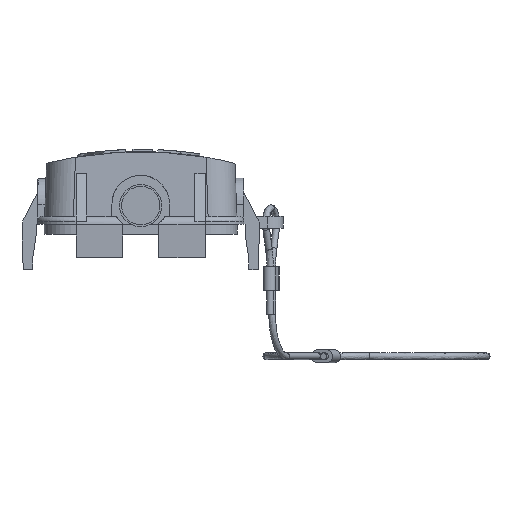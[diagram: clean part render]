
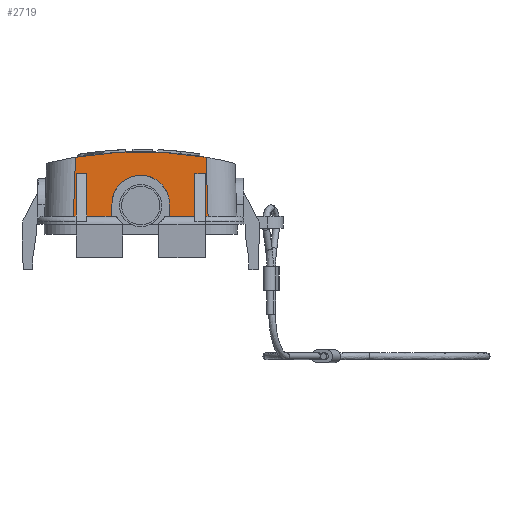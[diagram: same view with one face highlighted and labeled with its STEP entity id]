
A CAD part, left-side view. The second image highlights one B-rep face of the part: STEP entity #2719.
In plain terms, the highlighted planar face has unit normal (-0.999, 0, 0.035).
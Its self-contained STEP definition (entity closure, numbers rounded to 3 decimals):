
#112=ELLIPSE('',#6916,80.049,80.);
#114=ELLIPSE('',#6956,6.004,6.);
#1023=FACE_OUTER_BOUND('',#3331,.T.);
#1268=PLANE('',#6957);
#1539=LINE('',#11913,#2019);
#1568=LINE('',#12006,#2048);
#1571=LINE('',#12017,#2051);
#1572=LINE('',#12024,#2052);
#1573=LINE('',#12026,#2053);
#1574=LINE('',#12028,#2054);
#1575=LINE('',#12029,#2055);
#1576=LINE('',#12033,#2056);
#1577=LINE('',#12034,#2057);
#1578=LINE('',#12036,#2058);
#1579=LINE('',#12038,#2059);
#1580=LINE('',#12045,#2060);
#2019=VECTOR('',#7579,1.);
#2048=VECTOR('',#7640,1.);
#2051=VECTOR('',#7645,1.);
#2052=VECTOR('',#7646,1.);
#2053=VECTOR('',#7647,1.);
#2054=VECTOR('',#7648,1.);
#2055=VECTOR('',#7649,1.);
#2056=VECTOR('',#7652,1.);
#2057=VECTOR('',#7653,1.);
#2058=VECTOR('',#7654,1.);
#2059=VECTOR('',#7655,1.);
#2060=VECTOR('',#7656,1.);
#2531=B_SPLINE_CURVE_WITH_KNOTS('',3,(#12019,#12020,#12021,#12022),
 .UNSPECIFIED.,.F.,.F.,(4,4),(0.,1.),.UNSPECIFIED.);
#2532=B_SPLINE_CURVE_WITH_KNOTS('',3,(#12040,#12041,#12042,#12043),
 .UNSPECIFIED.,.F.,.F.,(4,4),(0.,1.),.UNSPECIFIED.);
#2719=ADVANCED_FACE('',(#1023),#1268,.T.);
#3331=EDGE_LOOP('',(#4172,#4173,#4174,#4175,#4176,#4177,#4178,#4179,#4180,
#4181,#4182,#4183,#4184,#4185,#4186,#4187));
#4172=ORIENTED_EDGE('',*,*,#6245,.T.);
#4173=ORIENTED_EDGE('',*,*,#6246,.F.);
#4174=ORIENTED_EDGE('',*,*,#6247,.F.);
#4175=ORIENTED_EDGE('',*,*,#6248,.T.);
#4176=ORIENTED_EDGE('',*,*,#6249,.T.);
#4177=ORIENTED_EDGE('',*,*,#6241,.F.);
#4178=ORIENTED_EDGE('',*,*,#6250,.T.);
#4179=ORIENTED_EDGE('',*,*,#6251,.F.);
#4180=ORIENTED_EDGE('',*,*,#6252,.T.);
#4181=ORIENTED_EDGE('',*,*,#6198,.F.);
#4182=ORIENTED_EDGE('',*,*,#6253,.F.);
#4183=ORIENTED_EDGE('',*,*,#6254,.F.);
#4184=ORIENTED_EDGE('',*,*,#6255,.T.);
#4185=ORIENTED_EDGE('',*,*,#6256,.T.);
#4186=ORIENTED_EDGE('',*,*,#6257,.T.);
#4187=ORIENTED_EDGE('',*,*,#6129,.F.);
#5479=VERTEX_POINT('',#11756);
#5480=VERTEX_POINT('',#11758);
#5538=VERTEX_POINT('',#11914);
#5539=VERTEX_POINT('',#11915);
#5573=VERTEX_POINT('',#12005);
#5574=VERTEX_POINT('',#12007);
#5577=VERTEX_POINT('',#12018);
#5578=VERTEX_POINT('',#12023);
#5579=VERTEX_POINT('',#12025);
#5580=VERTEX_POINT('',#12027);
#5581=VERTEX_POINT('',#12030);
#5582=VERTEX_POINT('',#12032);
#5583=VERTEX_POINT('',#12035);
#5584=VERTEX_POINT('',#12037);
#5585=VERTEX_POINT('',#12039);
#5586=VERTEX_POINT('',#12044);
#6129=EDGE_CURVE('',#5479,#5480,#112,.T.);
#6198=EDGE_CURVE('',#5538,#5539,#1539,.T.);
#6241=EDGE_CURVE('',#5573,#5574,#1568,.T.);
#6245=EDGE_CURVE('',#5479,#5577,#1571,.T.);
#6246=EDGE_CURVE('',#5578,#5577,#2531,.T.);
#6247=EDGE_CURVE('',#5579,#5578,#1572,.T.);
#6248=EDGE_CURVE('',#5579,#5580,#1573,.T.);
#6249=EDGE_CURVE('',#5580,#5574,#1574,.T.);
#6250=EDGE_CURVE('',#5573,#5581,#1575,.T.);
#6251=EDGE_CURVE('',#5582,#5581,#114,.T.);
#6252=EDGE_CURVE('',#5582,#5539,#1576,.T.);
#6253=EDGE_CURVE('',#5583,#5538,#1577,.T.);
#6254=EDGE_CURVE('',#5584,#5583,#1578,.T.);
#6255=EDGE_CURVE('',#5584,#5585,#1579,.T.);
#6256=EDGE_CURVE('',#5585,#5586,#2532,.T.);
#6257=EDGE_CURVE('',#5586,#5480,#1580,.T.);
#6916=AXIS2_PLACEMENT_3D('',#11757,#7484,#7485);
#6956=AXIS2_PLACEMENT_3D('',#12031,#7650,#7651);
#6957=AXIS2_PLACEMENT_3D('',#12046,#7657,#7658);
#7484=DIRECTION('',(0.999,0.,-0.035));
#7485=DIRECTION('',(-0.035,0.,-0.999));
#7579=DIRECTION('',(0.,1.,0.));
#7640=DIRECTION('',(0.,1.,0.));
#7645=DIRECTION('',(-0.035,0.035,-0.999));
#7646=DIRECTION('',(-0.035,0.,-0.999));
#7647=DIRECTION('',(0.,-1.,0.));
#7648=DIRECTION('',(-0.035,0.,-0.999));
#7649=DIRECTION('',(0.035,0.,0.999));
#7650=DIRECTION('',(-0.999,0.,0.035));
#7651=DIRECTION('',(0.035,0.,0.999));
#7652=DIRECTION('',(-0.035,0.,-0.999));
#7653=DIRECTION('',(-0.035,0.,-0.999));
#7654=DIRECTION('',(0.,1.,0.));
#7655=DIRECTION('',(-0.035,0.,-0.999));
#7656=DIRECTION('',(0.035,0.035,0.999));
#7657=DIRECTION('',(-0.999,0.,0.035));
#7658=DIRECTION('',(0.035,0.,0.999));
#11756=CARTESIAN_POINT('',(-58.12,13.624,14.031));
#11757=CARTESIAN_POINT('',(-60.873,0.,-64.8));
#11758=CARTESIAN_POINT('',(-58.12,-13.624,14.031));
#11913=CARTESIAN_POINT('',(-58.551,0.,1.7));
#11914=CARTESIAN_POINT('',(-58.551,-11.3,1.7));
#11915=CARTESIAN_POINT('',(-58.551,-6.,1.7));
#12005=CARTESIAN_POINT('',(-58.551,6.,1.7));
#12006=CARTESIAN_POINT('',(-58.551,13.5,1.7));
#12007=CARTESIAN_POINT('',(-58.551,11.3,1.7));
#12017=CARTESIAN_POINT('',(-58.593,14.096,0.492));
#12018=CARTESIAN_POINT('',(-58.554,14.058,1.602));
#12019=CARTESIAN_POINT('',(-58.554,13.5,1.591));
#12020=CARTESIAN_POINT('',(-58.554,13.686,1.591));
#12021=CARTESIAN_POINT('',(-58.554,13.872,1.595));
#12022=CARTESIAN_POINT('',(-58.554,14.058,1.602));
#12023=CARTESIAN_POINT('',(-58.554,13.5,1.591));
#12024=CARTESIAN_POINT('',(-58.239,13.5,10.624));
#12025=CARTESIAN_POINT('',(-58.239,13.5,10.624));
#12026=CARTESIAN_POINT('',(-58.239,13.5,10.624));
#12027=CARTESIAN_POINT('',(-58.239,11.3,10.624));
#12028=CARTESIAN_POINT('',(-58.239,11.3,10.624));
#12029=CARTESIAN_POINT('',(-59.114,6.,-14.434));
#12030=CARTESIAN_POINT('',(-58.462,6.,4.25));
#12031=CARTESIAN_POINT('',(-58.462,0.,4.25));
#12032=CARTESIAN_POINT('',(-58.462,-6.,4.25));
#12033=CARTESIAN_POINT('',(-59.262,-6.,-18.679));
#12034=CARTESIAN_POINT('',(-58.239,-11.3,10.624));
#12035=CARTESIAN_POINT('',(-58.239,-11.3,10.624));
#12036=CARTESIAN_POINT('',(-58.239,-13.5,10.624));
#12037=CARTESIAN_POINT('',(-58.239,-13.5,10.624));
#12038=CARTESIAN_POINT('',(-58.239,-13.5,10.624));
#12039=CARTESIAN_POINT('',(-58.554,-13.5,1.591));
#12040=CARTESIAN_POINT('',(-58.554,-13.5,1.591));
#12041=CARTESIAN_POINT('',(-58.554,-13.686,1.591));
#12042=CARTESIAN_POINT('',(-58.554,-13.872,1.595));
#12043=CARTESIAN_POINT('',(-58.554,-14.058,1.602));
#12044=CARTESIAN_POINT('',(-58.554,-14.058,1.602));
#12045=CARTESIAN_POINT('',(-58.593,-14.096,0.492));
#12046=CARTESIAN_POINT('',(-58.61,0.,0.));
